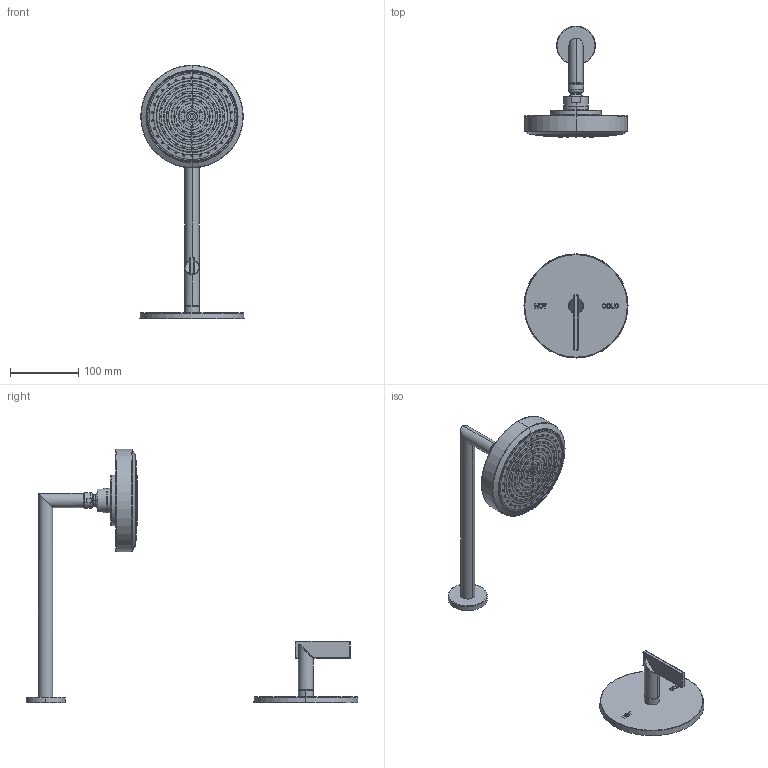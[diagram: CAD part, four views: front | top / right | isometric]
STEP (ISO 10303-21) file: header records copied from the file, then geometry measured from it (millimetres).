
FILE_DESCRIPTION((''),'2;1');
FILE_NAME('3-2494BP','2021-05-28T16:45:39',('jinson.thomas'),(''),'CREO PARAMETRIC BY PTC INC, 2018400','CREO PARAMETRIC BY PTC INC, 2018400','');
FILE_SCHEMA(('CONFIG_CONTROL_DESIGN'));
Length unit declared in the file: inch
Products named in the file (1): 3-2494BP
Bounding box: 152.4 x 485.77 x 370.97 mm (x, y, z)
Volume: 894820.8 mm3; surface area: 134524.8 mm2
Topology: 2 solids, 2 shells, 1026 faces, 2666 edges, 1785 vertices
Faces by surface type: torus 236, cylinder 226, cone 190, plane 164, sphere 110, extrusion 76, bspline 24
Entity records: 49350 total; most frequent: CARTESIAN_POINT 24815, ORIENTED_EDGE 5332, DIRECTION 4767, EDGE_CURVE 2666, AXIS2_PLACEMENT_3D 1942, VERTEX_POINT 1785, EDGE_LOOP 1167, FACE_OUTER_BOUND 1026
